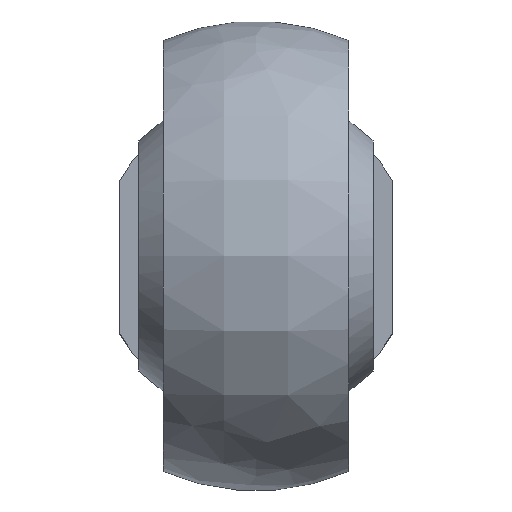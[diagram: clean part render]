
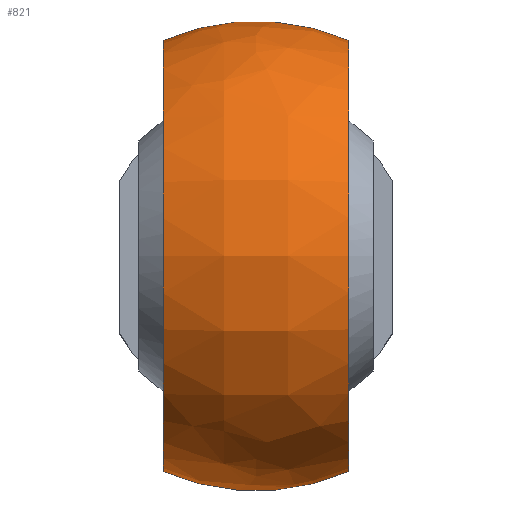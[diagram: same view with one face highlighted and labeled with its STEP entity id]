
A CAD part, top view. The second image highlights one B-rep face of the part: STEP entity #821.
In plain terms, the highlighted free-form (B-spline) face has degree [3, 3] with [4, 4] control points.
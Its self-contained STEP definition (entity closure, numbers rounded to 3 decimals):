
#10 = EDGE_CURVE ( 'NONE', #110, #1346, #108, .T. ) ;
#15 = CARTESIAN_POINT ( 'NONE',  ( -4.75, 11.02, 58.04 ) ) ;
#32 = CARTESIAN_POINT ( 'NONE',  ( 1.675, -12.346, 60.691 ) ) ;
#44 = DIRECTION ( 'NONE',  ( 0., 0., -1. ) ) ;
#51 = DIRECTION ( 'NONE',  ( -1., 0., 0. ) ) ;
#55 = CARTESIAN_POINT ( 'NONE',  ( 4.75, 11.02, 36. ) ) ;
#57 = DIRECTION ( 'NONE',  ( -1., 0., 0. ) ) ;
#68 = CARTESIAN_POINT ( 'NONE',  ( -4.75, 11.02, 36. ) ) ;
#98 = AXIS2_PLACEMENT_3D ( 'NONE', #1297, #44, #57 ) ;
#107 = AXIS2_PLACEMENT_3D ( 'NONE', #960, #225, #643 ) ;
#108 = CIRCLE ( 'NONE', #1197, 11.02 ) ;
#110 = VERTEX_POINT ( 'NONE', #68 ) ;
#205 = CIRCLE ( 'NONE', #107, 11.02 ) ;
#225 = DIRECTION ( 'NONE',  ( -1., 0., 0. ) ) ;
#233 = CARTESIAN_POINT ( 'NONE',  ( -4.75, -11.02, 36. ) ) ;
#282 = ORIENTED_EDGE ( 'NONE', *, *, #476, .F. ) ;
#300 = DIRECTION ( 'NONE',  ( 1., 0., 0. ) ) ;
#356 = CARTESIAN_POINT ( 'NONE',  ( 4.75, 11.02, 58.04 ) ) ;
#401 = AXIS2_PLACEMENT_3D ( 'NONE', #778, #1329, #51 ) ;
#422 = CIRCLE ( 'NONE', #98, 12. ) ;
#447 = CARTESIAN_POINT ( 'NONE',  ( -4.75, -11.02, 58.04 ) ) ;
#450 = EDGE_LOOP ( 'NONE', ( #640, #1291, #636, #282 ) ) ;
#476 = EDGE_CURVE ( 'NONE', #110, #588, #422, .T. ) ;
#489 = CARTESIAN_POINT ( 'NONE',  ( 4.75, -11.02, 36. ) ) ;
#502 = CARTESIAN_POINT ( 'NONE',  ( -4.75, -11.02, 36. ) ) ;
#554 = CARTESIAN_POINT ( 'NONE',  ( -1.675, 12.346, 60.691 ) ) ;
#588 = VERTEX_POINT ( 'NONE', #900 ) ;
#636 = ORIENTED_EDGE ( 'NONE', *, *, #815, .T. ) ;
#640 = ORIENTED_EDGE ( 'NONE', *, *, #10, .T. ) ;
#643 = DIRECTION ( 'NONE',  ( 0., 0., 1. ) ) ;
#659 = CARTESIAN_POINT ( 'NONE',  ( 1.675, -12.346, 36. ) ) ;
#711 = EDGE_CURVE ( 'NONE', #1346, #1365, #753, .T. ) ;
#753 = CIRCLE ( 'NONE', #401, 12. ) ;
#756 = CARTESIAN_POINT ( 'NONE',  ( 1.675, 12.346, 60.691 ) ) ;
#778 = CARTESIAN_POINT ( 'NONE',  ( 0., 0., 36. ) ) ;
#782 =( BOUNDED_SURFACE ( )  B_SPLINE_SURFACE ( 3, 3, ( 
 ( #233, #447, #15, #850 ),
 ( #1177, #1182, #554, #1290 ),
 ( #659, #32, #756, #1164 ),
 ( #860, #947, #356, #55 ) ),
 .UNSPECIFIED., .F., .F., .F. ) 
 B_SPLINE_SURFACE_WITH_KNOTS ( ( 4, 4 ),
 ( 4, 4 ),
 ( 0., 1. ),
 ( 0., 1. ),
 .UNSPECIFIED. ) 
 GEOMETRIC_REPRESENTATION_ITEM ( )  RATIONAL_B_SPLINE_SURFACE ( (
 ( 1., 0.333, 0.333, 1.),
 ( 0.946, 0.315, 0.315, 0.946),
 ( 0.946, 0.315, 0.315, 0.946),
 ( 1., 0.333, 0.333, 1.) ) ) 
 REPRESENTATION_ITEM ( '' )  SURFACE ( )  );
#815 = EDGE_CURVE ( 'NONE', #1365, #588, #205, .T. ) ;
#821 = ADVANCED_FACE ( 'NONE', ( #998 ), #782, .T. ) ;
#850 = CARTESIAN_POINT ( 'NONE',  ( -4.75, 11.02, 36. ) ) ;
#860 = CARTESIAN_POINT ( 'NONE',  ( 4.75, -11.02, 36. ) ) ;
#899 = CARTESIAN_POINT ( 'NONE',  ( -4.75, 0., 36. ) ) ;
#900 = CARTESIAN_POINT ( 'NONE',  ( 4.75, 11.02, 36. ) ) ;
#906 = DIRECTION ( 'NONE',  ( 0., 0., 1. ) ) ;
#947 = CARTESIAN_POINT ( 'NONE',  ( 4.75, -11.02, 58.04 ) ) ;
#960 = CARTESIAN_POINT ( 'NONE',  ( 4.75, 0., 36. ) ) ;
#998 = FACE_OUTER_BOUND ( 'NONE', #450, .T. ) ;
#1164 = CARTESIAN_POINT ( 'NONE',  ( 1.675, 12.346, 36. ) ) ;
#1177 = CARTESIAN_POINT ( 'NONE',  ( -1.675, -12.346, 36. ) ) ;
#1182 = CARTESIAN_POINT ( 'NONE',  ( -1.675, -12.346, 60.691 ) ) ;
#1197 = AXIS2_PLACEMENT_3D ( 'NONE', #899, #300, #906 ) ;
#1290 = CARTESIAN_POINT ( 'NONE',  ( -1.675, 12.346, 36. ) ) ;
#1291 = ORIENTED_EDGE ( 'NONE', *, *, #711, .T. ) ;
#1297 = CARTESIAN_POINT ( 'NONE',  ( 0., 0., 36. ) ) ;
#1329 = DIRECTION ( 'NONE',  ( 0., 0., 1. ) ) ;
#1346 = VERTEX_POINT ( 'NONE', #502 ) ;
#1365 = VERTEX_POINT ( 'NONE', #489 ) ;
